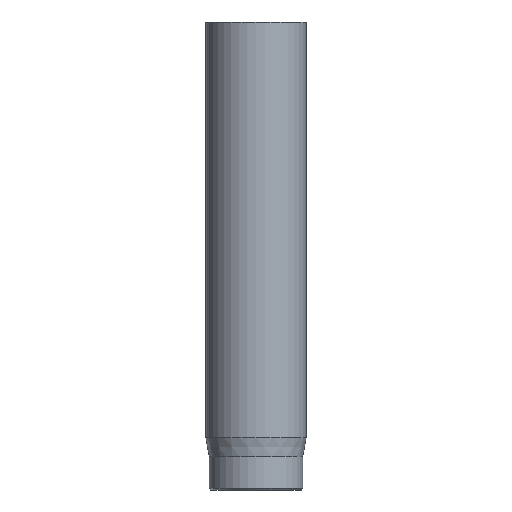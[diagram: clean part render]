
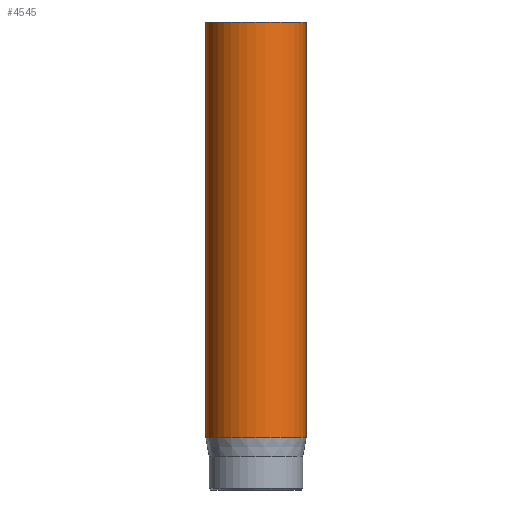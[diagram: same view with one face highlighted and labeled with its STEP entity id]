
A CAD part, front view. The second image highlights one B-rep face of the part: STEP entity #4545.
In plain terms, the highlighted cylindrical face has radius 1.5 mm (diameter 3 mm), a full revolution.
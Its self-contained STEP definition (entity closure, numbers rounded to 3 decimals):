
#42=CYLINDRICAL_SURFACE('',#4721,1.5);
#45=CIRCLE('',#4694,1.5);
#59=CIRCLE('',#4719,1.5);
#60=CIRCLE('',#4720,1.5);
#772=FACE_OUTER_BOUND('',#1044,.T.);
#1044=EDGE_LOOP('',(#4126,#4127,#4128,#4129,#4130));
#1381=LINE('',#8581,#1728);
#1728=VECTOR('',#5269,1.5);
#2163=VERTEX_POINT('',#8529);
#2177=VERTEX_POINT('',#8575);
#2178=VERTEX_POINT('',#8576);
#2811=EDGE_CURVE('',#2163,#2163,#45,.T.);
#2832=EDGE_CURVE('',#2177,#2178,#59,.T.);
#2833=EDGE_CURVE('',#2178,#2177,#60,.T.);
#2835=EDGE_CURVE('',#2163,#2177,#1381,.T.);
#4126=ORIENTED_EDGE('',*,*,#2811,.T.);
#4127=ORIENTED_EDGE('',*,*,#2835,.T.);
#4128=ORIENTED_EDGE('',*,*,#2832,.T.);
#4129=ORIENTED_EDGE('',*,*,#2833,.T.);
#4130=ORIENTED_EDGE('',*,*,#2835,.F.);
#4545=ADVANCED_FACE('',(#772),#42,.T.);
#4694=AXIS2_PLACEMENT_3D('',#8530,#5205,#5206);
#4719=AXIS2_PLACEMENT_3D('',#8577,#5262,#5263);
#4720=AXIS2_PLACEMENT_3D('',#8578,#5264,#5265);
#4721=AXIS2_PLACEMENT_3D('',#8580,#5267,#5268);
#5205=DIRECTION('center_axis',(0.,0.,-1.));
#5206=DIRECTION('ref_axis',(-1.,0.,0.));
#5262=DIRECTION('center_axis',(0.,0.,1.));
#5263=DIRECTION('ref_axis',(-1.,0.,0.));
#5264=DIRECTION('center_axis',(0.,0.,1.));
#5265=DIRECTION('ref_axis',(-1.,0.,0.));
#5267=DIRECTION('center_axis',(0.,0.,1.));
#5268=DIRECTION('ref_axis',(-1.,0.,0.));
#5269=DIRECTION('',(0.,0.,-1.));
#8529=CARTESIAN_POINT('',(1.5,0.,14.));
#8530=CARTESIAN_POINT('Origin',(0.,0.,14.));
#8575=CARTESIAN_POINT('',(1.5,0.,1.567));
#8576=CARTESIAN_POINT('',(-1.5,0.,1.567));
#8577=CARTESIAN_POINT('Origin',(0.,0.,1.567));
#8578=CARTESIAN_POINT('Origin',(0.,0.,1.567));
#8580=CARTESIAN_POINT('Origin',(0.,0.,0.));
#8581=CARTESIAN_POINT('',(1.5,0.,0.));
